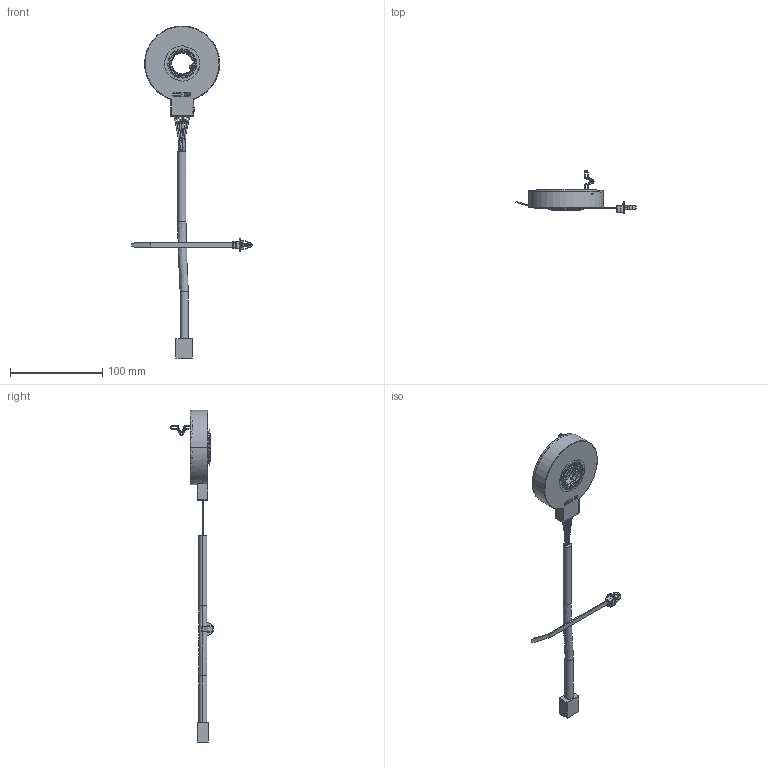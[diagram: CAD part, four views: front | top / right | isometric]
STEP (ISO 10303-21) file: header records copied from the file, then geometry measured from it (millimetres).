
FILE_DESCRIPTION((''),'2;1');
FILE_NAME('SX-4286B_SW0001','2012-11-12T',('BMozley'),(''),'PRO/ENGINEER BY PARAMETRIC TECHNOLOGY CORPORATION, 2012230','PRO/ENGINEER BY PARAMETRIC TECHNOLOGY CORPORATION, 2012230','');
FILE_SCHEMA(('CONFIG_CONTROL_DESIGN'));
Length unit declared in the file: inch
Products named in the file (1): SX-4286B_SW0001
Bounding box: 130.4 x 46.7 x 359.89 mm (x, y, z)
Volume: 107746.6 mm3; surface area: 34132 mm2
Topology: 3 solids, 3 shells, 1492 faces, 4156 edges, 2629 vertices
Faces by surface type: plane 681, cylinder 519, torus 137, sphere 72, cone 59, bspline 24
Entity records: 55118 total; most frequent: CARTESIAN_POINT 16726, ORIENTED_EDGE 8312, DIRECTION 7926, EDGE_CURVE 4156, AXIS2_PLACEMENT_3D 2895, VERTEX_POINT 2629, VECTOR 2136, LINE 2136
